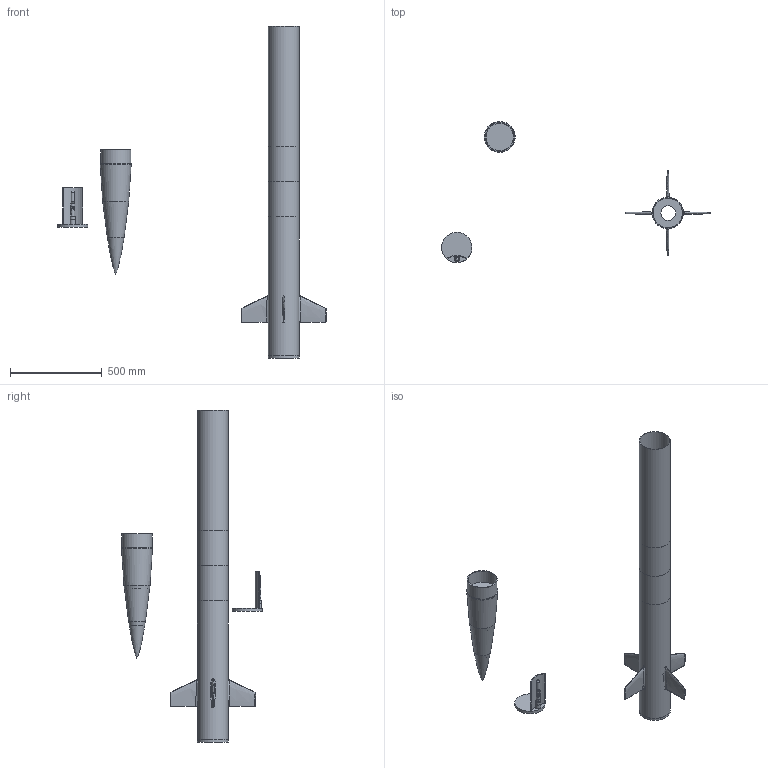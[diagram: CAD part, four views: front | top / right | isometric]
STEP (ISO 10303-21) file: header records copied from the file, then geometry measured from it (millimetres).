
FILE_DESCRIPTION( ( '' ), ' ' );
FILE_NAME( '5a6e13b89af5f70efa08ca4c.step', '2018-01-28T18:17:29', ( '' ), ( '' ), ' ', ' ', ' ' );
FILE_SCHEMA( ( 'AUTOMOTIVE_DESIGN { 1 0 10303 214 1 1 1 1 }' ) );
Length unit declared in the file: metre
Products named in the file (18): Full Body Tube <1>; Part 1; Nosecone Assembly <1>; Vertical System <1>; Canister; Needle; Barrel; Barrel Cap; Assem1
Assembly tree (20 placements, depth 3):
  Assem1
    Vertical System <1>
      Canister
      Needle
      Barrel
      Part 1
      Barrel Cap
    Nosecone Assembly <1>
      Part 1
      Part 1
      Part 1
      Part 1
    Full Body Tube <1>
      Part 1
      Part 1
      Part 1
      Part 1  x4
      Part 1
Bounding box: 1467.21 x 769.65 x 1812.79 mm (x, y, z)
Volume: 5698425.5 mm3; surface area: 3157523.5 mm2
Topology: 17 solids, 17 shells, 122 faces, 243 edges, 149 vertices
Faces by surface type: plane 40, cylinder 37, bspline 32, revolution 6, cone 5, sphere 2
Full cylindrical faces by diameter (mm): 3 x1, 7.3 x2, 8 x8, 13.5 x3, 18.6 x1, 21.5 x1, 25 x2, 29 x1, 80 x1, 156 x1, 161 x1, 165 x4, 165.1 x1, 169 x4
Entity records: 12692 total; most frequent: CARTESIAN_POINT 10178, DIRECTION 360, ORIENTED_EDGE 222, EDGE_LOOP 177, AXIS2_PLACEMENT_3D 175, FACE_OUTER_BOUND 129, EDGE_CURVE 111, VERTEX_POINT 104
